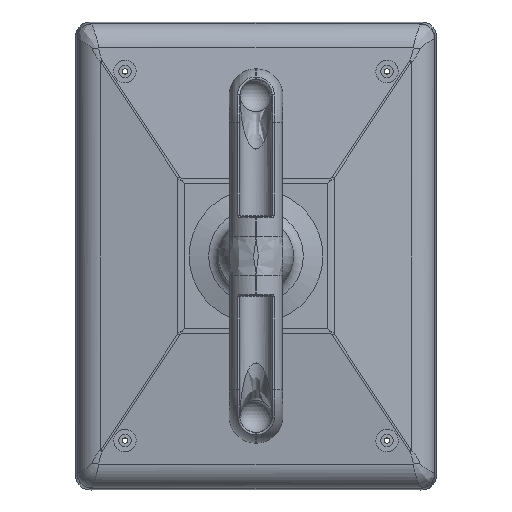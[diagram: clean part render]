
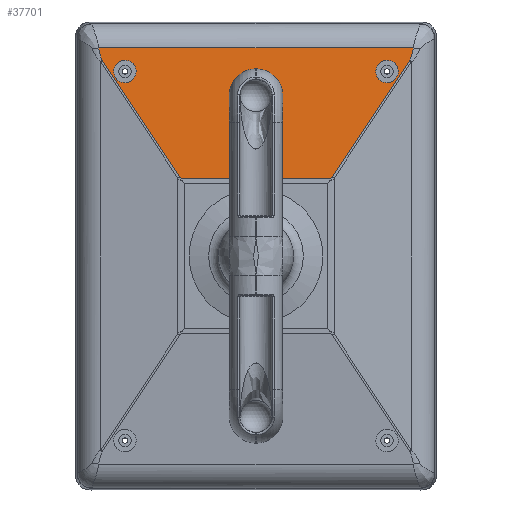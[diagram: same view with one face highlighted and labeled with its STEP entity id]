
A CAD part, front view. The second image highlights one B-rep face of the part: STEP entity #37701.
In plain terms, the highlighted face is planar.
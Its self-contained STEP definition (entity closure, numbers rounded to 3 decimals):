
#766 = CARTESIAN_POINT ( 'NONE',  ( 77.787, -58.822, 15.816 ) ) ;
#847 = VECTOR ( 'NONE', #34325, 1000. ) ;
#1039 = ORIENTED_EDGE ( 'NONE', *, *, #47809, .T. ) ;
#1571 = CARTESIAN_POINT ( 'NONE',  ( 73.158, 57.479, 16.205 ) ) ;
#2513 = VECTOR ( 'NONE', #44121, 1000. ) ;
#2942 = CARTESIAN_POINT ( 'NONE',  ( 29.039, -28.156, 19.913 ) ) ;
#3115 = CARTESIAN_POINT ( 'NONE',  ( 29.596, -28.56, 19.866 ) ) ;
#3554 = VERTEX_POINT ( 'NONE', #766 ) ;
#3737 = CARTESIAN_POINT ( 'NONE',  ( 28.836, -27.953, 19.93 ) ) ;
#3751 = ORIENTED_EDGE ( 'NONE', *, *, #41843, .T. ) ;
#4043 = ORIENTED_EDGE ( 'NONE', *, *, #7157, .T. ) ;
#6128 = ORIENTED_EDGE ( 'NONE', *, *, #26592, .T. ) ;
#6426 = PLANE ( 'NONE',  #20866 ) ;
#6451 = CARTESIAN_POINT ( 'NONE',  ( 64.8, -57.4, 16.908 ) ) ;
#6968 =( BOUNDED_CURVE ( )  B_SPLINE_CURVE ( 3, ( #17421, #40046, #6451, #32739, #10212, #36444, #13967 ),
 .UNSPECIFIED., .T., .F. ) 
 B_SPLINE_CURVE_WITH_KNOTS ( ( 4, 3, 4 ),
 ( 0., 3.142, 6.283 ),
 .UNSPECIFIED. ) 
 CURVE ( )  GEOMETRIC_REPRESENTATION_ITEM ( )  RATIONAL_B_SPLINE_CURVE ( ( 1., 0.333, 0.333, 1., 0.333, 0.333, 1. ) ) 
 REPRESENTATION_ITEM ( '' )  );
#7035 = CARTESIAN_POINT ( 'NONE',  ( 73.158, 57.479, 16.205 ) ) ;
#7157 = EDGE_CURVE ( 'NONE', #12404, #3554, #12100, .T. ) ;
#7736 = ORIENTED_EDGE ( 'NONE', *, *, #23002, .T. ) ;
#9070 =( BOUNDED_CURVE ( )  B_SPLINE_CURVE ( 3, ( #25798, #48175, #29582, #7035 ),
 .UNSPECIFIED., .F., .F. ) 
 B_SPLINE_CURVE_WITH_KNOTS ( ( 4, 4 ),
 ( 2.704, 3.016 ),
 .UNSPECIFIED. ) 
 CURVE ( )  GEOMETRIC_REPRESENTATION_ITEM ( )  RATIONAL_B_SPLINE_CURVE ( ( 1., 0.992, 0.992, 1. ) ) 
 REPRESENTATION_ITEM ( '' )  );
#10186 = CARTESIAN_POINT ( 'NONE',  ( 29.596, 28.56, 19.866 ) ) ;
#10212 = CARTESIAN_POINT ( 'NONE',  ( 64.8, -40.6, 16.908 ) ) ;
#11819 = CARTESIAN_POINT ( 'NONE',  ( 46.341, -39.677, 18.459 ) ) ;
#12022 = LINE ( 'NONE', #11819, #847 ) ;
#12054 = EDGE_LOOP ( 'NONE', ( #6128 ) ) ;
#12100 =( BOUNDED_CURVE ( )  B_SPLINE_CURVE ( 3, ( #41662, #28703, #29228, #21477 ),
 .UNSPECIFIED., .F., .T. ) 
 B_SPLINE_CURVE_WITH_KNOTS ( ( 4, 4 ),
 ( 0.126, 0.438 ),
 .UNSPECIFIED. ) 
 CURVE ( )  GEOMETRIC_REPRESENTATION_ITEM ( )  RATIONAL_B_SPLINE_CURVE ( ( 1., 0.992, 0.992, 1. ) ) 
 REPRESENTATION_ITEM ( '' )  );
#12364 = EDGE_LOOP ( 'NONE', ( #24075 ) ) ;
#12366 = DIRECTION ( 'NONE',  ( -0.831, -0.552, 0.07 ) ) ;
#12404 = VERTEX_POINT ( 'NONE', #15776 ) ;
#13952 = VERTEX_POINT ( 'NONE', #23003 ) ;
#13967 = CARTESIAN_POINT ( 'NONE',  ( 73.2, -49., 16.202 ) ) ;
#14577 = CARTESIAN_POINT ( 'NONE',  ( 64.8, 49., 16.908 ) ) ;
#15561 = FACE_OUTER_BOUND ( 'NONE', #41945, .T. ) ;
#15776 = CARTESIAN_POINT ( 'NONE',  ( 73.158, -57.479, 16.205 ) ) ;
#15867 = CARTESIAN_POINT ( 'NONE',  ( 77.787, -67.5, 15.816 ) ) ;
#16762 = FACE_BOUND ( 'NONE', #12054, .T. ) ;
#16858 = CARTESIAN_POINT ( 'NONE',  ( 73.2, 49., 16.202 ) ) ;
#17271 = VERTEX_POINT ( 'NONE', #45665 ) ;
#17421 = CARTESIAN_POINT ( 'NONE',  ( 73.2, -49., 16.202 ) ) ;
#17886 = DIRECTION ( 'NONE',  ( -0.084, 0., -0.996 ) ) ;
#18189 = CARTESIAN_POINT ( 'NONE',  ( 73.2, 40.6, 16.202 ) ) ;
#18356 = CARTESIAN_POINT ( 'NONE',  ( 73.2, 57.4, 16.202 ) ) ;
#19244 = VERTEX_POINT ( 'NONE', #1571 ) ;
#20866 = AXIS2_PLACEMENT_3D ( 'NONE', #40337, #17886, #44116 ) ;
#21477 = CARTESIAN_POINT ( 'NONE',  ( 77.787, -58.822, 15.816 ) ) ;
#21539 = CARTESIAN_POINT ( 'NONE',  ( 29.039, 28.156, 19.913 ) ) ;
#21882 = LINE ( 'NONE', #38617, #29539 ) ;
#23002 = EDGE_CURVE ( 'NONE', #28648, #27216, #41196, .T. ) ;
#23003 = CARTESIAN_POINT ( 'NONE',  ( 29.596, -28.56, 19.866 ) ) ;
#23256 = EDGE_CURVE ( 'NONE', #19244, #33197, #21882, .T. ) ;
#24075 = ORIENTED_EDGE ( 'NONE', *, *, #37769, .T. ) ;
#25633 = FACE_BOUND ( 'NONE', #12364, .T. ) ;
#25637 = CARTESIAN_POINT ( 'NONE',  ( 29.292, -28.358, 19.891 ) ) ;
#25647 = VERTEX_POINT ( 'NONE', #16858 ) ;
#25798 = CARTESIAN_POINT ( 'NONE',  ( 77.787, 58.822, 15.816 ) ) ;
#26592 = EDGE_CURVE ( 'NONE', #41389, #41389, #6968, .T. ) ;
#27216 = VERTEX_POINT ( 'NONE', #3737 ) ;
#27697 = ORIENTED_EDGE ( 'NONE', *, *, #37645, .T. ) ;
#28648 = VERTEX_POINT ( 'NONE', #48149 ) ;
#28703 = CARTESIAN_POINT ( 'NONE',  ( 73.86, -57.945, 16.146 ) ) ;
#29228 = CARTESIAN_POINT ( 'NONE',  ( 75.416, -58.397, 16.015 ) ) ;
#29532 =( BOUNDED_CURVE ( )  B_SPLINE_CURVE ( 3, ( #47240, #2942, #25637, #3115 ),
 .UNSPECIFIED., .F., .F. ) 
 B_SPLINE_CURVE_WITH_KNOTS ( ( 4, 4 ),
 ( 0.084, 0.126 ),
 .UNSPECIFIED. ) 
 CURVE ( )  GEOMETRIC_REPRESENTATION_ITEM ( )  RATIONAL_B_SPLINE_CURVE ( ( 1., 1., 1., 1. ) ) 
 REPRESENTATION_ITEM ( '' )  );
#29539 = VECTOR ( 'NONE', #12366, 1000. ) ;
#29582 = CARTESIAN_POINT ( 'NONE',  ( 73.86, 57.945, 16.146 ) ) ;
#30989 = EDGE_CURVE ( 'NONE', #17271, #19244, #9070, .T. ) ;
#32739 = CARTESIAN_POINT ( 'NONE',  ( 64.8, -49., 16.908 ) ) ;
#33197 = VERTEX_POINT ( 'NONE', #35956 ) ;
#33337 = CARTESIAN_POINT ( 'NONE',  ( 73.2, 49., 16.202 ) ) ;
#34325 = DIRECTION ( 'NONE',  ( 0.831, -0.552, -0.07 ) ) ;
#35956 = CARTESIAN_POINT ( 'NONE',  ( 29.596, 28.56, 19.866 ) ) ;
#36444 = CARTESIAN_POINT ( 'NONE',  ( 73.2, -40.6, 16.202 ) ) ;
#37059 = CARTESIAN_POINT ( 'NONE',  ( 64.8, 40.6, 16.908 ) ) ;
#37645 = EDGE_CURVE ( 'NONE', #33197, #28648, #48434, .T. ) ;
#37682 = DIRECTION ( 'NONE',  ( 0., 1., 0. ) ) ;
#37701 = ADVANCED_FACE ( 'NONE', ( #25633, #16762, #15561 ), #6426, .F. ) ;
#37769 = EDGE_CURVE ( 'NONE', #25647, #25647, #41205, .T. ) ;
#38617 = CARTESIAN_POINT ( 'NONE',  ( -15.562, -1.418, 23.661 ) ) ;
#39171 = EDGE_CURVE ( 'NONE', #13952, #12404, #12022, .T. ) ;
#40046 = CARTESIAN_POINT ( 'NONE',  ( 73.2, -57.4, 16.202 ) ) ;
#40069 = ORIENTED_EDGE ( 'NONE', *, *, #39171, .T. ) ;
#40337 = CARTESIAN_POINT ( 'NONE',  ( 28., -67.5, 20. ) ) ;
#40813 = CARTESIAN_POINT ( 'NONE',  ( 64.8, 57.4, 16.908 ) ) ;
#41196 = LINE ( 'NONE', #47878, #2513 ) ;
#41205 =( BOUNDED_CURVE ( )  B_SPLINE_CURVE ( 3, ( #33337, #18189, #37059, #14577, #40813, #18356, #44600 ),
 .UNSPECIFIED., .T., .T. ) 
 B_SPLINE_CURVE_WITH_KNOTS ( ( 4, 3, 4 ),
 ( 0., 3.142, 6.283 ),
 .UNSPECIFIED. ) 
 CURVE ( )  GEOMETRIC_REPRESENTATION_ITEM ( )  RATIONAL_B_SPLINE_CURVE ( ( 1., 0.333, 0.333, 1., 0.333, 0.333, 1. ) ) 
 REPRESENTATION_ITEM ( '' )  );
#41389 = VERTEX_POINT ( 'NONE', #44934 ) ;
#41662 = CARTESIAN_POINT ( 'NONE',  ( 73.158, -57.479, 16.205 ) ) ;
#41839 = LINE ( 'NONE', #15867, #45414 ) ;
#41843 = EDGE_CURVE ( 'NONE', #27216, #13952, #29532, .T. ) ;
#41945 = EDGE_LOOP ( 'NONE', ( #40069, #4043, #1039, #47094, #47501, #27697, #7736, #3751 ) ) ;
#43946 = CARTESIAN_POINT ( 'NONE',  ( 29.292, 28.358, 19.891 ) ) ;
#44116 = DIRECTION ( 'NONE',  ( -0.996, 0., 0.084 ) ) ;
#44121 = DIRECTION ( 'NONE',  ( 0., -1., 0. ) ) ;
#44600 = CARTESIAN_POINT ( 'NONE',  ( 73.2, 49., 16.202 ) ) ;
#44934 = CARTESIAN_POINT ( 'NONE',  ( 73.2, -49., 16.202 ) ) ;
#45414 = VECTOR ( 'NONE', #37682, 1000. ) ;
#45665 = CARTESIAN_POINT ( 'NONE',  ( 77.787, 58.822, 15.816 ) ) ;
#47094 = ORIENTED_EDGE ( 'NONE', *, *, #30989, .T. ) ;
#47240 = CARTESIAN_POINT ( 'NONE',  ( 28.836, -27.953, 19.93 ) ) ;
#47501 = ORIENTED_EDGE ( 'NONE', *, *, #23256, .T. ) ;
#47718 = CARTESIAN_POINT ( 'NONE',  ( 28.836, 27.953, 19.93 ) ) ;
#47809 = EDGE_CURVE ( 'NONE', #3554, #17271, #41839, .T. ) ;
#47878 = CARTESIAN_POINT ( 'NONE',  ( 28.836, -28., 19.93 ) ) ;
#48149 = CARTESIAN_POINT ( 'NONE',  ( 28.836, 27.953, 19.93 ) ) ;
#48175 = CARTESIAN_POINT ( 'NONE',  ( 75.416, 58.397, 16.015 ) ) ;
#48434 =( BOUNDED_CURVE ( )  B_SPLINE_CURVE ( 3, ( #10186, #43946, #21539, #47718 ),
 .UNSPECIFIED., .F., .T. ) 
 B_SPLINE_CURVE_WITH_KNOTS ( ( 4, 4 ),
 ( 6.157, 6.199 ),
 .UNSPECIFIED. ) 
 CURVE ( )  GEOMETRIC_REPRESENTATION_ITEM ( )  RATIONAL_B_SPLINE_CURVE ( ( 1., 1., 1., 1. ) ) 
 REPRESENTATION_ITEM ( '' )  );
